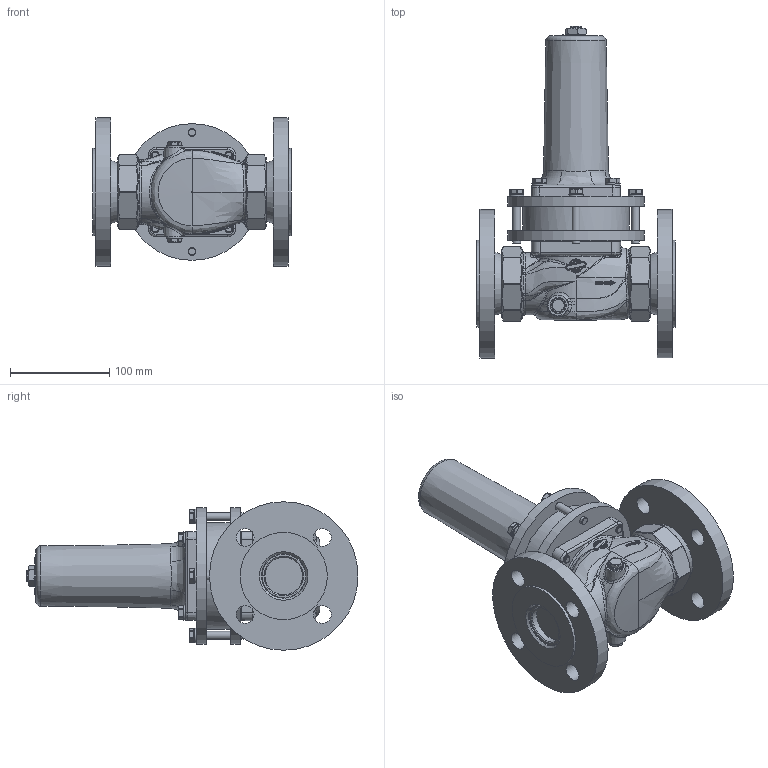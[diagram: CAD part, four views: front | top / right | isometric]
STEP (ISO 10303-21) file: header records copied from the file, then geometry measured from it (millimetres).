
FILE_DESCRIPTION(/* description */ (''),/* implementation_level */ '2;1');
FILE_NAME(/* name */ '083006-000A0.stp',/* time_stamp */ '2021-06-17T09:02:57+02:00',/* author */ ('gninka'),/* organization */ (''),/* preprocessor_version */ 'ST-DEVELOPER v18.1',/* originating_system */ 'Autodesk Inventor 2021',/* authorisation */ '');
FILE_SCHEMA (('AUTOMOTIVE_DESIGN { 1 0 10303 214 3 1 1 }'));
Products named in the file (1): 083006-000A0_step
Bounding box: 200 x 335.27 x 150 mm (x, y, z)
Volume: 2439579 mm3; surface area: 243394.6 mm2
Topology: 1 solids, 4 shells, 1558 faces, 3790 edges, 2249 vertices
Faces by surface type: bspline 632, plane 354, cylinder 338, cone 134, torus 56, sphere 44
Full cylindrical faces by diameter (mm): 3 x1, 8 x20, 8.5 x7, 9 x4, 10 x7, 11.45 x2, 12 x2, 12.2 x1, 13 x4, 15 x4, 16.5 x2, 18 x8, 20 x1, 38 x2, 44.85 x2, 83.4 x1, 83.5 x1, 88 x2, 108 x1, 138 x2, 150 x2
Entity records: 76568 total; most frequent: CARTESIAN_POINT 44819, ORIENTED_EDGE 7466, DIRECTION 5213, EDGE_CURVE 3733, VERTEX_POINT 2249, AXIS2_PLACEMENT_3D 2195, EDGE_LOOP 1686, FACE_OUTER_BOUND 1558
